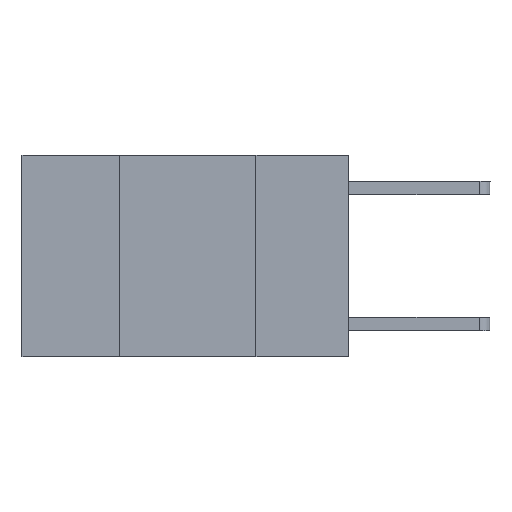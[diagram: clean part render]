
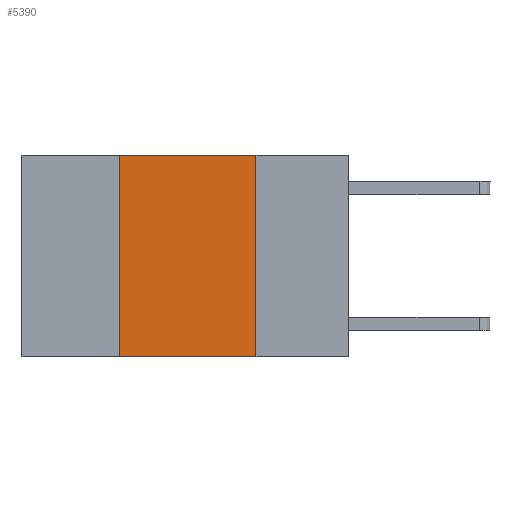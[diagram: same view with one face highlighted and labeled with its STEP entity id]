
A CAD part, left-side view. The second image highlights one B-rep face of the part: STEP entity #5390.
In plain terms, the highlighted planar face has unit normal (-1, 0, 0).
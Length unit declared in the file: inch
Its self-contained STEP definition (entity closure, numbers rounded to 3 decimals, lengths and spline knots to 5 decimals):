
#321 = LINE ( 'NONE', #3961, #1937 ) ;
#595 = CARTESIAN_POINT ( 'NONE',  ( 0., 0.17, 0. ) ) ;
#775 = ORIENTED_EDGE ( 'NONE', *, *, #8049, .T. ) ;
#1196 = DIRECTION ( 'NONE',  ( 0., -1., 0. ) ) ;
#1291 = VERTEX_POINT ( 'NONE', #6806 ) ;
#1563 = VERTEX_POINT ( 'NONE', #3624 ) ;
#1775 = ORIENTED_EDGE ( 'NONE', *, *, #3736, .F. ) ;
#1937 = VECTOR ( 'NONE', #3253, 39.37008 ) ;
#2074 = VERTEX_POINT ( 'NONE', #7849 ) ;
#2531 = AXIS2_PLACEMENT_3D ( 'NONE', #7145, #7096, #6451 ) ;
#2770 = EDGE_CURVE ( 'NONE', #1291, #8039, #7184, .T. ) ;
#3253 = DIRECTION ( 'NONE',  ( 0., 0., 1. ) ) ;
#3624 = CARTESIAN_POINT ( 'NONE',  ( 0., 0.42, 0. ) ) ;
#3736 = EDGE_CURVE ( 'NONE', #2074, #1563, #321, .T. ) ;
#3932 = EDGE_CURVE ( 'NONE', #1563, #1291, #9446, .T. ) ;
#3961 = CARTESIAN_POINT ( 'NONE',  ( 0., 0.42, 0. ) ) ;
#3976 = VECTOR ( 'NONE', #1196, 39.37008 ) ;
#4174 = FACE_OUTER_BOUND ( 'NONE', #4857, .T. ) ;
#4857 = EDGE_LOOP ( 'NONE', ( #7483, #6375, #1775, #775 ) ) ;
#4920 = DIRECTION ( 'NONE',  ( 0., 0., -1. ) ) ;
#5390 = ADVANCED_FACE ( 'NONE', ( #4174 ), #5664, .F. ) ;
#5664 = PLANE ( 'NONE',  #2531 ) ;
#5858 = LINE ( 'NONE', #9383, #8702 ) ;
#6375 = ORIENTED_EDGE ( 'NONE', *, *, #3932, .F. ) ;
#6451 = DIRECTION ( 'NONE',  ( 0., 0., -1. ) ) ;
#6806 = CARTESIAN_POINT ( 'NONE',  ( 0., 0.17, 0. ) ) ;
#7096 = DIRECTION ( 'NONE',  ( 1., 0., 0. ) ) ;
#7145 = CARTESIAN_POINT ( 'NONE',  ( 0., 0.6, 0. ) ) ;
#7184 = LINE ( 'NONE', #595, #8701 ) ;
#7483 = ORIENTED_EDGE ( 'NONE', *, *, #2770, .F. ) ;
#7817 = CARTESIAN_POINT ( 'NONE',  ( 0., 0.6, 0. ) ) ;
#7849 = CARTESIAN_POINT ( 'NONE',  ( 0., 0.42, -0.37 ) ) ;
#7925 = CARTESIAN_POINT ( 'NONE',  ( 0., 0.17, -0.37 ) ) ;
#8039 = VERTEX_POINT ( 'NONE', #7925 ) ;
#8049 = EDGE_CURVE ( 'NONE', #2074, #8039, #5858, .T. ) ;
#8701 = VECTOR ( 'NONE', #4920, 39.37008 ) ;
#8702 = VECTOR ( 'NONE', #8710, 39.37008 ) ;
#8710 = DIRECTION ( 'NONE',  ( 0., -1., 0. ) ) ;
#9383 = CARTESIAN_POINT ( 'NONE',  ( 0., 0.6, -0.37 ) ) ;
#9446 = LINE ( 'NONE', #7817, #3976 ) ;
